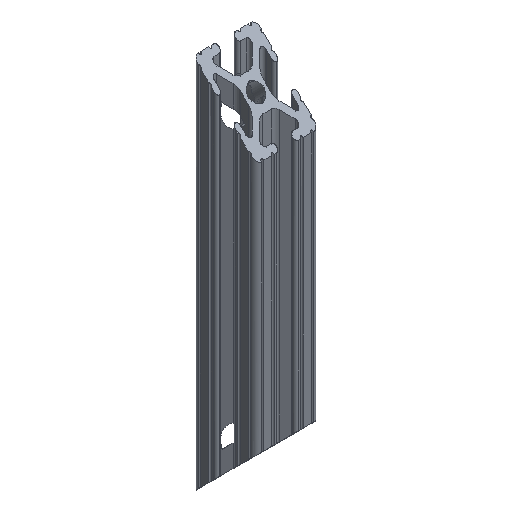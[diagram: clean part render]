
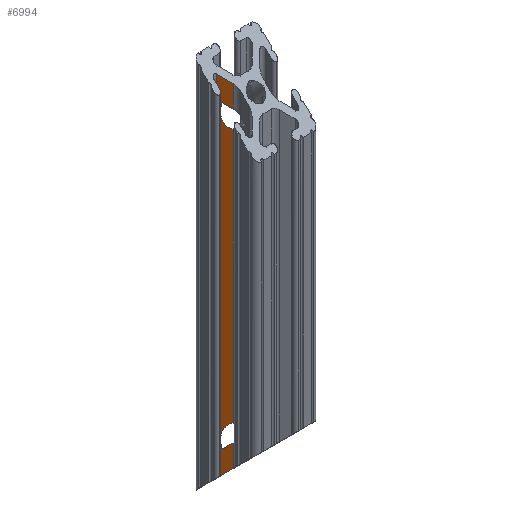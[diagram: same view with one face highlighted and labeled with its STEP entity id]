
A CAD part, isometric view. The second image highlights one B-rep face of the part: STEP entity #6994.
In plain terms, the highlighted planar face has unit normal (-0.706, -0.708, 0).
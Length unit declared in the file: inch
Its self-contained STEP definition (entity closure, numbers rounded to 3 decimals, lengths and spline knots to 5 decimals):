
#25 = CARTESIAN_POINT ( 'NONE',  ( -0.21421, 0.15121, 3. ) ) ;
#34 = DIRECTION ( 'NONE',  ( 0., 0., -1. ) ) ;
#135 = CARTESIAN_POINT ( 'NONE',  ( -0.30154, 0.23834, -2.05616 ) ) ;
#173 = VECTOR ( 'NONE', #3205, 39.37008 ) ;
#287 = EDGE_CURVE ( 'NONE', #4350, #5124, #5013, .T. ) ;
#312 = ORIENTED_EDGE ( 'NONE', *, *, #6898, .T. ) ;
#313 = EDGE_CURVE ( 'NONE', #4350, #3164, #5187, .T. ) ;
#501 = CARTESIAN_POINT ( 'NONE',  ( -0.21421, 0.15121, -2.65122 ) ) ;
#610 = LINE ( 'NONE', #5355, #173 ) ;
#839 = VECTOR ( 'NONE', #34, 39.37008 ) ;
#840 = ORIENTED_EDGE ( 'NONE', *, *, #1109, .T. ) ;
#955 = CARTESIAN_POINT ( 'NONE',  ( -0.34398, 0.28069, -2.78069 ) ) ;
#1109 = EDGE_CURVE ( 'NONE', #4379, #1369, #2387, .T. ) ;
#1144 = CARTESIAN_POINT ( 'NONE',  ( -0.21421, 0.15121, -2.02702 ) ) ;
#1230 = CARTESIAN_POINT ( 'NONE',  ( -0.53508, 0.47135, 2.6178 ) ) ;
#1258 = ORIENTED_EDGE ( 'NONE', *, *, #313, .T. ) ;
#1369 = VERTEX_POINT ( 'NONE', #501 ) ;
#1499 = CARTESIAN_POINT ( 'NONE',  ( -0.21421, 0.15121, 2.65122 ) ) ;
#1693 = VECTOR ( 'NONE', #4964, 39.37008 ) ;
#1714 = CARTESIAN_POINT ( 'NONE',  ( -0.21421, 0.15121, 2.02702 ) ) ;
#1745 = VECTOR ( 'NONE', #4522, 39.37008 ) ;
#1871 = ORIENTED_EDGE ( 'NONE', *, *, #5338, .T. ) ;
#1953 = ORIENTED_EDGE ( 'NONE', *, *, #6781, .T. ) ;
#1975 = LINE ( 'NONE', #1230, #3717 ) ;
#2054 = VERTEX_POINT ( 'NONE', #1714 ) ;
#2387 = LINE ( 'NONE', #6303, #2813 ) ;
#2541 = CARTESIAN_POINT ( 'NONE',  ( -0.30154, 0.23834, 2.05616 ) ) ;
#2596 = EDGE_CURVE ( 'NONE', #2054, #4826, #6324, .T. ) ;
#2618 = CARTESIAN_POINT ( 'NONE',  ( -0.34398, 0.28069, 3. ) ) ;
#2634 = VERTEX_POINT ( 'NONE', #3286 ) ;
#2764 = CARTESIAN_POINT ( 'NONE',  ( -0.21421, 0.15121, 3. ) ) ;
#2793 = CARTESIAN_POINT ( 'NONE',  ( -0.21421, 0.15121, 3. ) ) ;
#2813 = VECTOR ( 'NONE', #3025, 39.37008 ) ;
#2830 =( BOUNDED_CURVE ( )  B_SPLINE_CURVE ( 3, ( #3335, #5609, #135, #1144 ),
 .UNSPECIFIED., .F., .F. ) 
 B_SPLINE_CURVE_WITH_KNOTS ( ( 4, 4 ),
 ( 5.38901, 6.48216 ),
 .UNSPECIFIED. ) 
 CURVE ( )  GEOMETRIC_REPRESENTATION_ITEM ( )  RATIONAL_B_SPLINE_CURVE ( ( 1., 0.903, 0.903, 1. ) ) 
 REPRESENTATION_ITEM ( '' )  );
#2891 = DIRECTION ( 'NONE',  ( 0.578, -0.577, -0.577 ) ) ;
#2915 = VECTOR ( 'NONE', #3467, 39.37008 ) ;
#3025 = DIRECTION ( 'NONE',  ( 0.578, -0.577, 0.577 ) ) ;
#3130 =( BOUNDED_CURVE ( )  B_SPLINE_CURVE ( 3, ( #6353, #2541, #6422, #4777 ),
 .UNSPECIFIED., .F., .F. ) 
 B_SPLINE_CURVE_WITH_KNOTS ( ( 4, 4 ),
 ( 6.08421, 7.17736 ),
 .UNSPECIFIED. ) 
 CURVE ( )  GEOMETRIC_REPRESENTATION_ITEM ( )  RATIONAL_B_SPLINE_CURVE ( ( 1., 0.903, 0.903, 1. ) ) 
 REPRESENTATION_ITEM ( '' )  );
#3164 = VERTEX_POINT ( 'NONE', #3983 ) ;
#3187 = ORIENTED_EDGE ( 'NONE', *, *, #2596, .F. ) ;
#3205 = DIRECTION ( 'NONE',  ( 0., 0., -1. ) ) ;
#3286 = CARTESIAN_POINT ( 'NONE',  ( -0.30053, 0.23734, -2.38379 ) ) ;
#3335 = CARTESIAN_POINT ( 'NONE',  ( -0.30053, 0.23734, -2.38379 ) ) ;
#3467 = DIRECTION ( 'NONE',  ( -0.578, 0.577, -0.577 ) ) ;
#3513 = CARTESIAN_POINT ( 'NONE',  ( 1.46644, -1.5256, -0.62085 ) ) ;
#3549 = AXIS2_PLACEMENT_3D ( 'NONE', #2618, #6991, #3735 ) ;
#3717 = VECTOR ( 'NONE', #2891, 39.37008 ) ;
#3735 = DIRECTION ( 'NONE',  ( -0.708, 0.706, 0. ) ) ;
#3814 = CARTESIAN_POINT ( 'NONE',  ( -0.41714, 0.35368, 2.85368 ) ) ;
#3821 = CARTESIAN_POINT ( 'NONE',  ( -0.30053, 0.23734, 2.38379 ) ) ;
#3843 = ORIENTED_EDGE ( 'NONE', *, *, #287, .F. ) ;
#3983 = CARTESIAN_POINT ( 'NONE',  ( -0.34398, 0.28069, 2.78069 ) ) ;
#4350 = VERTEX_POINT ( 'NONE', #1499 ) ;
#4379 = VERTEX_POINT ( 'NONE', #955 ) ;
#4488 = CARTESIAN_POINT ( 'NONE',  ( -0.21421, 0.15121, 2.29767 ) ) ;
#4522 = DIRECTION ( 'NONE',  ( 0., 0., -1. ) ) ;
#4720 = FACE_OUTER_BOUND ( 'NONE', #6907, .T. ) ;
#4777 = CARTESIAN_POINT ( 'NONE',  ( -0.30053, 0.23734, 2.38379 ) ) ;
#4826 = VERTEX_POINT ( 'NONE', #6785 ) ;
#4882 = CARTESIAN_POINT ( 'NONE',  ( -0.21421, 0.15121, -2.29767 ) ) ;
#4964 = DIRECTION ( 'NONE',  ( 0., 0., -1. ) ) ;
#5013 = LINE ( 'NONE', #2793, #1745 ) ;
#5064 = EDGE_CURVE ( 'NONE', #2634, #4826, #2830, .T. ) ;
#5124 = VERTEX_POINT ( 'NONE', #4488 ) ;
#5148 = ORIENTED_EDGE ( 'NONE', *, *, #5424, .T. ) ;
#5187 = LINE ( 'NONE', #3814, #6194 ) ;
#5338 = EDGE_CURVE ( 'NONE', #3164, #4379, #610, .T. ) ;
#5355 = CARTESIAN_POINT ( 'NONE',  ( -0.34398, 0.28069, 3. ) ) ;
#5424 = EDGE_CURVE ( 'NONE', #7080, #5124, #1975, .T. ) ;
#5609 = CARTESIAN_POINT ( 'NONE',  ( -0.3334, 0.27013, -2.18788 ) ) ;
#5692 = ORIENTED_EDGE ( 'NONE', *, *, #5064, .T. ) ;
#5885 = PLANE ( 'NONE',  #3549 ) ;
#6074 = VERTEX_POINT ( 'NONE', #4882 ) ;
#6194 = VECTOR ( 'NONE', #6527, 39.37008 ) ;
#6303 = CARTESIAN_POINT ( 'NONE',  ( 1.58438, -1.64327, -0.85674 ) ) ;
#6324 = LINE ( 'NONE', #2764, #839 ) ;
#6353 = CARTESIAN_POINT ( 'NONE',  ( -0.21421, 0.15121, 2.02702 ) ) ;
#6394 = ORIENTED_EDGE ( 'NONE', *, *, #7063, .F. ) ;
#6422 = CARTESIAN_POINT ( 'NONE',  ( -0.3334, 0.27013, 2.18788 ) ) ;
#6507 = LINE ( 'NONE', #25, #1693 ) ;
#6527 = DIRECTION ( 'NONE',  ( -0.578, 0.577, 0.577 ) ) ;
#6781 = EDGE_CURVE ( 'NONE', #6074, #2634, #7022, .T. ) ;
#6785 = CARTESIAN_POINT ( 'NONE',  ( -0.21421, 0.15121, -2.02702 ) ) ;
#6898 = EDGE_CURVE ( 'NONE', #2054, #7080, #3130, .T. ) ;
#6907 = EDGE_LOOP ( 'NONE', ( #1953, #5692, #3187, #312, #5148, #3843, #1258, #1871, #840, #6394 ) ) ;
#6991 = DIRECTION ( 'NONE',  ( 0.706, 0.708, 0. ) ) ;
#6994 = ADVANCED_FACE ( 'NONE', ( #4720 ), #5885, .F. ) ;
#7022 = LINE ( 'NONE', #3513, #2915 ) ;
#7063 = EDGE_CURVE ( 'NONE', #6074, #1369, #6507, .T. ) ;
#7080 = VERTEX_POINT ( 'NONE', #3821 ) ;
